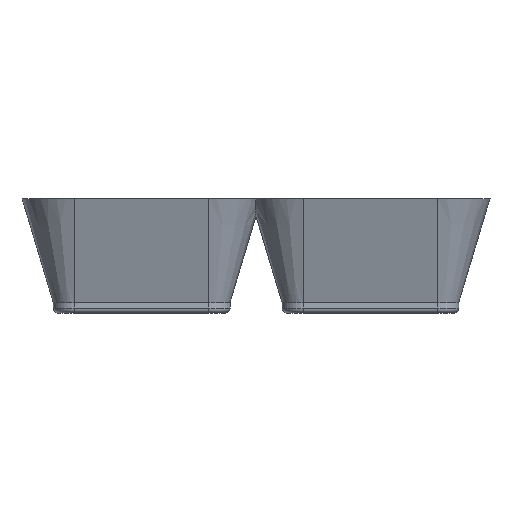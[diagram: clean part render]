
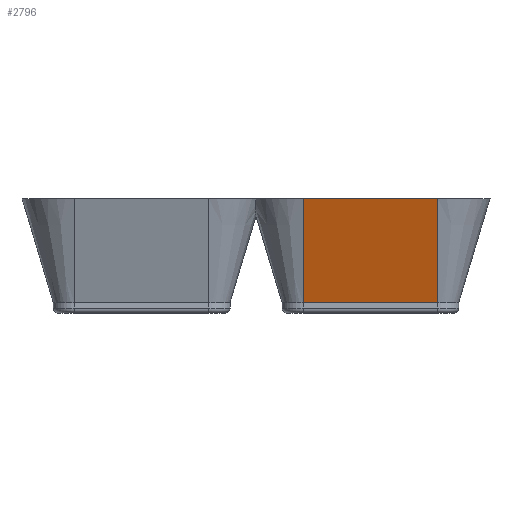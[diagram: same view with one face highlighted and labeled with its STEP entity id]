
A CAD part, left-side view. The second image highlights one B-rep face of the part: STEP entity #2796.
In plain terms, the highlighted planar face has unit normal (-0.958, 0, -0.287).
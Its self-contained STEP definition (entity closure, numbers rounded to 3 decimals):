
#443 = PLANE('',#444);
#444 = AXIS2_PLACEMENT_3D('',#445,#446,#447);
#445 = CARTESIAN_POINT('',(0.,0.,20.));
#446 = DIRECTION('',(0.,0.,1.));
#447 = DIRECTION('',(1.,0.,0.));
#1290 = VERTEX_POINT('',#1291);
#1291 = CARTESIAN_POINT('',(-23.,12.912,20.));
#1306 = CONICAL_SURFACE('',#1307,4.088,0.291);
#1307 = AXIS2_PLACEMENT_3D('',#1308,#1309,#1310);
#1308 = CARTESIAN_POINT('',(-12.912,12.912,0.));
#1309 = DIRECTION('',(0.,0.,1.));
#1310 = DIRECTION('',(1.,0.,0.));
#1318 = EDGE_CURVE('',#1290,#1319,#1321,.T.);
#1319 = VERTEX_POINT('',#1320);
#1320 = CARTESIAN_POINT('',(-23.,-12.912,20.));
#1321 = SURFACE_CURVE('',#1322,(#1326,#1333),.PCURVE_S1.);
#1322 = LINE('',#1323,#1324);
#1323 = CARTESIAN_POINT('',(-23.,12.912,20.));
#1324 = VECTOR('',#1325,1.);
#1325 = DIRECTION('',(0.,-1.,0.));
#1326 = PCURVE('',#443,#1327);
#1327 = DEFINITIONAL_REPRESENTATION('',(#1328),#1332);
#1328 = LINE('',#1329,#1330);
#1329 = CARTESIAN_POINT('',(-23.,12.912));
#1330 = VECTOR('',#1331,1.);
#1331 = DIRECTION('',(0.,-1.));
#1332 = ( GEOMETRIC_REPRESENTATION_CONTEXT(2) 
PARAMETRIC_REPRESENTATION_CONTEXT() REPRESENTATION_CONTEXT('2D SPACE',''
  ) );
#1333 = PCURVE('',#1334,#1339);
#1334 = PLANE('',#1335);
#1335 = AXIS2_PLACEMENT_3D('',#1336,#1337,#1338);
#1336 = CARTESIAN_POINT('',(-23.,12.912,20.));
#1337 = DIRECTION('',(0.958,0.,0.287));
#1338 = DIRECTION('',(0.,1.,0.));
#1339 = DEFINITIONAL_REPRESENTATION('',(#1340),#1344);
#1340 = LINE('',#1341,#1342);
#1341 = CARTESIAN_POINT('',(0.,0.));
#1342 = VECTOR('',#1343,1.);
#1343 = DIRECTION('',(-1.,0.));
#1344 = ( GEOMETRIC_REPRESENTATION_CONTEXT(2) 
PARAMETRIC_REPRESENTATION_CONTEXT() REPRESENTATION_CONTEXT('2D SPACE',''
  ) );
#1363 = CONICAL_SURFACE('',#1364,4.088,0.291);
#1364 = AXIS2_PLACEMENT_3D('',#1365,#1366,#1367);
#1365 = CARTESIAN_POINT('',(-12.912,-12.912,0.));
#1366 = DIRECTION('',(0.,0.,1.));
#1367 = DIRECTION('',(1.,0.,0.));
#2749 = VERTEX_POINT('',#2750);
#2750 = CARTESIAN_POINT('',(-17.,-12.912,0.));
#2777 = EDGE_CURVE('',#2749,#1319,#2778,.T.);
#2778 = SURFACE_CURVE('',#2779,(#2782,#2788),.PCURVE_S1.);
#2779 = B_SPLINE_CURVE_WITH_KNOTS('',1,(#2780,#2781),.UNSPECIFIED.,.F.,
  .F.,(2,2),(0.,1.),.PIECEWISE_BEZIER_KNOTS.);
#2780 = CARTESIAN_POINT('',(-17.,-12.912,0.));
#2781 = CARTESIAN_POINT('',(-23.,-12.912,20.));
#2782 = PCURVE('',#1363,#2783);
#2783 = DEFINITIONAL_REPRESENTATION('',(#2784),#2787);
#2784 = B_SPLINE_CURVE_WITH_KNOTS('',1,(#2785,#2786),.UNSPECIFIED.,.F.,
  .F.,(2,2),(0.,1.),.PIECEWISE_BEZIER_KNOTS.);
#2785 = CARTESIAN_POINT('',(-3.142,0.));
#2786 = CARTESIAN_POINT('',(-3.142,20.));
#2787 = ( GEOMETRIC_REPRESENTATION_CONTEXT(2) 
PARAMETRIC_REPRESENTATION_CONTEXT() REPRESENTATION_CONTEXT('2D SPACE',''
  ) );
#2788 = PCURVE('',#1334,#2789);
#2789 = DEFINITIONAL_REPRESENTATION('',(#2790),#2793);
#2790 = B_SPLINE_CURVE_WITH_KNOTS('',1,(#2791,#2792),.UNSPECIFIED.,.F.,
  .F.,(2,2),(0.,1.),.PIECEWISE_BEZIER_KNOTS.);
#2791 = CARTESIAN_POINT('',(-25.824,-20.881));
#2792 = CARTESIAN_POINT('',(-25.824,0.));
#2793 = ( GEOMETRIC_REPRESENTATION_CONTEXT(2) 
PARAMETRIC_REPRESENTATION_CONTEXT() REPRESENTATION_CONTEXT('2D SPACE',''
  ) );
#2796 = ADVANCED_FACE('',(#2797),#1334,.F.);
#2797 = FACE_BOUND('',#2798,.F.);
#2798 = EDGE_LOOP('',(#2799,#2827,#2845,#2846));
#2799 = ORIENTED_EDGE('',*,*,#2800,.F.);
#2800 = EDGE_CURVE('',#2801,#2749,#2803,.T.);
#2801 = VERTEX_POINT('',#2802);
#2802 = CARTESIAN_POINT('',(-17.,12.912,0.));
#2803 = SURFACE_CURVE('',#2804,(#2808,#2815),.PCURVE_S1.);
#2804 = LINE('',#2805,#2806);
#2805 = CARTESIAN_POINT('',(-17.,12.912,0.));
#2806 = VECTOR('',#2807,1.);
#2807 = DIRECTION('',(0.,-1.,0.));
#2808 = PCURVE('',#1334,#2809);
#2809 = DEFINITIONAL_REPRESENTATION('',(#2810),#2814);
#2810 = LINE('',#2811,#2812);
#2811 = CARTESIAN_POINT('',(0.,-20.881));
#2812 = VECTOR('',#2813,1.);
#2813 = DIRECTION('',(-1.,0.));
#2814 = ( GEOMETRIC_REPRESENTATION_CONTEXT(2) 
PARAMETRIC_REPRESENTATION_CONTEXT() REPRESENTATION_CONTEXT('2D SPACE',''
  ) );
#2815 = PCURVE('',#2816,#2821);
#2816 = PLANE('',#2817);
#2817 = AXIS2_PLACEMENT_3D('',#2818,#2819,#2820);
#2818 = CARTESIAN_POINT('',(-17.,12.912,0.));
#2819 = DIRECTION('',(-1.,0.,0.));
#2820 = DIRECTION('',(0.,-1.,0.));
#2821 = DEFINITIONAL_REPRESENTATION('',(#2822),#2826);
#2822 = LINE('',#2823,#2824);
#2823 = CARTESIAN_POINT('',(0.,0.));
#2824 = VECTOR('',#2825,1.);
#2825 = DIRECTION('',(1.,0.));
#2826 = ( GEOMETRIC_REPRESENTATION_CONTEXT(2) 
PARAMETRIC_REPRESENTATION_CONTEXT() REPRESENTATION_CONTEXT('2D SPACE',''
  ) );
#2827 = ORIENTED_EDGE('',*,*,#2828,.T.);
#2828 = EDGE_CURVE('',#2801,#1290,#2829,.T.);
#2829 = SURFACE_CURVE('',#2830,(#2833,#2839),.PCURVE_S1.);
#2830 = B_SPLINE_CURVE_WITH_KNOTS('',1,(#2831,#2832),.UNSPECIFIED.,.F.,
  .F.,(2,2),(0.,1.),.PIECEWISE_BEZIER_KNOTS.);
#2831 = CARTESIAN_POINT('',(-17.,12.912,0.));
#2832 = CARTESIAN_POINT('',(-23.,12.912,20.));
#2833 = PCURVE('',#1334,#2834);
#2834 = DEFINITIONAL_REPRESENTATION('',(#2835),#2838);
#2835 = B_SPLINE_CURVE_WITH_KNOTS('',1,(#2836,#2837),.UNSPECIFIED.,.F.,
  .F.,(2,2),(0.,1.),.PIECEWISE_BEZIER_KNOTS.);
#2836 = CARTESIAN_POINT('',(0.,-20.881));
#2837 = CARTESIAN_POINT('',(0.,0.));
#2838 = ( GEOMETRIC_REPRESENTATION_CONTEXT(2) 
PARAMETRIC_REPRESENTATION_CONTEXT() REPRESENTATION_CONTEXT('2D SPACE',''
  ) );
#2839 = PCURVE('',#1306,#2840);
#2840 = DEFINITIONAL_REPRESENTATION('',(#2841),#2844);
#2841 = B_SPLINE_CURVE_WITH_KNOTS('',1,(#2842,#2843),.UNSPECIFIED.,.F.,
  .F.,(2,2),(0.,1.),.PIECEWISE_BEZIER_KNOTS.);
#2842 = CARTESIAN_POINT('',(-3.142,0.));
#2843 = CARTESIAN_POINT('',(-3.142,20.));
#2844 = ( GEOMETRIC_REPRESENTATION_CONTEXT(2) 
PARAMETRIC_REPRESENTATION_CONTEXT() REPRESENTATION_CONTEXT('2D SPACE',''
  ) );
#2845 = ORIENTED_EDGE('',*,*,#1318,.T.);
#2846 = ORIENTED_EDGE('',*,*,#2777,.F.);
